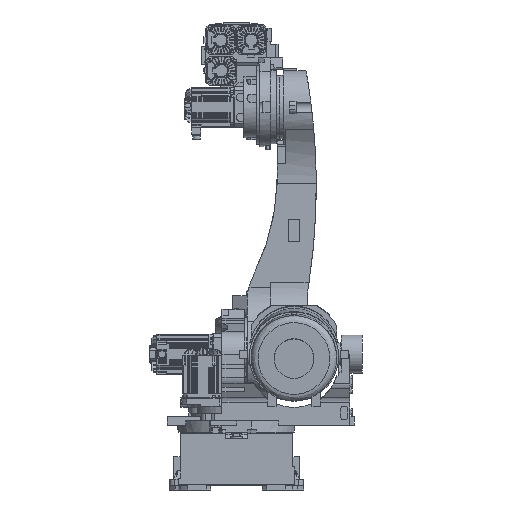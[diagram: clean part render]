
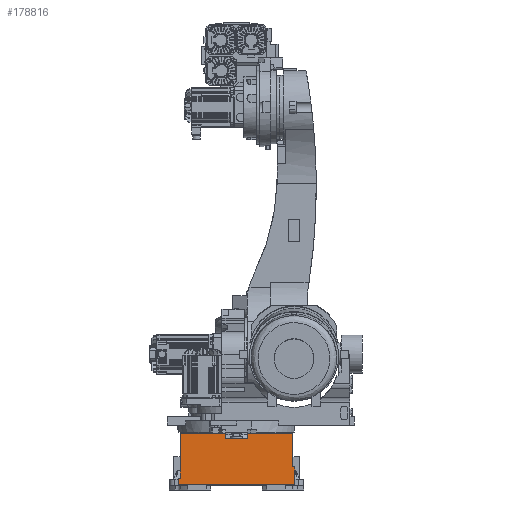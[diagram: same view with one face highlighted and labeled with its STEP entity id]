
A CAD part, left-side view. The second image highlights one B-rep face of the part: STEP entity #178816.
In plain terms, the highlighted planar face has unit normal (-1, 0, 0).
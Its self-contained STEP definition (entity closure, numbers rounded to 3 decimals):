
#336 = CARTESIAN_POINT ( 'NONE',  ( -1370.102, 158.76, -921.684 ) ) ;
#437 = VECTOR ( 'NONE', #190276, 1000. ) ;
#576 = CARTESIAN_POINT ( 'NONE',  ( -1370.102, -139.24, -871.684 ) ) ;
#1124 = DIRECTION ( 'NONE',  ( 0., 0., -1. ) ) ;
#5521 = LINE ( 'NONE', #6405, #11348 ) ;
#6405 = CARTESIAN_POINT ( 'NONE',  ( -1370.102, 360.76, -721.684 ) ) ;
#7078 = LINE ( 'NONE', #118633, #149560 ) ;
#7982 = VERTEX_POINT ( 'NONE', #91049 ) ;
#11253 = EDGE_CURVE ( 'NONE', #69377, #7982, #7078, .T. ) ;
#11348 = VECTOR ( 'NONE', #117697, 1000. ) ;
#11455 = EDGE_CURVE ( 'NONE', #122132, #77555, #210881, .T. ) ;
#12378 = DIRECTION ( 'NONE',  ( 0., 0., 1. ) ) ;
#14569 = CARTESIAN_POINT ( 'NONE',  ( -1370.102, 62.76, -921.684 ) ) ;
#14965 = VERTEX_POINT ( 'NONE', #220158 ) ;
#18467 = LINE ( 'NONE', #157746, #210393 ) ;
#19685 = CARTESIAN_POINT ( 'NONE',  ( -1370.102, -149.24, -881.684 ) ) ;
#23359 = EDGE_CURVE ( 'NONE', #77555, #91901, #142882, .T. ) ;
#33361 = CARTESIAN_POINT ( 'NONE',  ( -1370.102, -139.24, -921.684 ) ) ;
#33685 = CARTESIAN_POINT ( 'NONE',  ( -1370.102, 360.76, -921.684 ) ) ;
#42250 = LINE ( 'NONE', #138039, #234219 ) ;
#42737 = EDGE_CURVE ( 'NONE', #14965, #7982, #18467, .T. ) ;
#48256 = VERTEX_POINT ( 'NONE', #67957 ) ;
#50511 = ORIENTED_EDGE ( 'NONE', *, *, #163207, .F. ) ;
#52387 = DIRECTION ( 'NONE',  ( 0., 1., 0. ) ) ;
#53533 = LINE ( 'NONE', #142360, #190074 ) ;
#54602 = ORIENTED_EDGE ( 'NONE', *, *, #93787, .F. ) ;
#55551 = ORIENTED_EDGE ( 'NONE', *, *, #88963, .F. ) ;
#56369 = CARTESIAN_POINT ( 'NONE',  ( -1370.102, 360.76, -871.684 ) ) ;
#60032 = EDGE_CURVE ( 'NONE', #80544, #48256, #190354, .T. ) ;
#60321 = CARTESIAN_POINT ( 'NONE',  ( -1370.102, 360.76, -721.684 ) ) ;
#62576 = VECTOR ( 'NONE', #144562, 1000. ) ;
#65735 = ORIENTED_EDGE ( 'NONE', *, *, #82691, .T. ) ;
#67957 = CARTESIAN_POINT ( 'NONE',  ( -1370.102, 158.76, -746.684 ) ) ;
#69377 = VERTEX_POINT ( 'NONE', #232708 ) ;
#70057 = CARTESIAN_POINT ( 'NONE',  ( -1370.102, 158.76, -721.684 ) ) ;
#70929 = VERTEX_POINT ( 'NONE', #133926 ) ;
#72107 = LINE ( 'NONE', #164131, #165102 ) ;
#77555 = VERTEX_POINT ( 'NONE', #114482 ) ;
#80544 = VERTEX_POINT ( 'NONE', #70057 ) ;
#80812 = EDGE_CURVE ( 'NONE', #108891, #93638, #152922, .T. ) ;
#82691 = EDGE_CURVE ( 'NONE', #108891, #91901, #134537, .T. ) ;
#85194 = VECTOR ( 'NONE', #181999, 1000. ) ;
#88239 = PLANE ( 'NONE',  #162984 ) ;
#88963 = EDGE_CURVE ( 'NONE', #70929, #69377, #53533, .T. ) ;
#91049 = CARTESIAN_POINT ( 'NONE',  ( -1370.102, 360.76, -921.684 ) ) ;
#91901 = VERTEX_POINT ( 'NONE', #104242 ) ;
#93638 = VERTEX_POINT ( 'NONE', #225956 ) ;
#93787 = EDGE_CURVE ( 'NONE', #48256, #122132, #42250, .T. ) ;
#97973 = CARTESIAN_POINT ( 'NONE',  ( -1370.102, 62.76, -746.684 ) ) ;
#100846 = ORIENTED_EDGE ( 'NONE', *, *, #11253, .F. ) ;
#101488 = DIRECTION ( 'NONE',  ( 0., -1., 0. ) ) ;
#101698 = DIRECTION ( 'NONE',  ( 0., 0., -1. ) ) ;
#103549 = VECTOR ( 'NONE', #186327, 1000. ) ;
#104242 = CARTESIAN_POINT ( 'NONE',  ( -1370.102, -139.24, -721.684 ) ) ;
#108891 = VERTEX_POINT ( 'NONE', #576 ) ;
#114482 = CARTESIAN_POINT ( 'NONE',  ( -1370.102, 62.76, -721.684 ) ) ;
#116147 = ORIENTED_EDGE ( 'NONE', *, *, #42737, .T. ) ;
#117697 = DIRECTION ( 'NONE',  ( 0., -1., 0. ) ) ;
#118633 = CARTESIAN_POINT ( 'NONE',  ( -1370.102, 360.76, -921.684 ) ) ;
#122132 = VERTEX_POINT ( 'NONE', #97973 ) ;
#122364 = ORIENTED_EDGE ( 'NONE', *, *, #60032, .F. ) ;
#128067 = ORIENTED_EDGE ( 'NONE', *, *, #182129, .F. ) ;
#129393 = VECTOR ( 'NONE', #1124, 1000. ) ;
#133926 = CARTESIAN_POINT ( 'NONE',  ( -1370.102, 370.76, -951.684 ) ) ;
#134537 = LINE ( 'NONE', #33361, #85194 ) ;
#135756 = ORIENTED_EDGE ( 'NONE', *, *, #80812, .F. ) ;
#137322 = DIRECTION ( 'NONE',  ( 0., -1., 0. ) ) ;
#138039 = CARTESIAN_POINT ( 'NONE',  ( -1370.102, 360.76, -746.684 ) ) ;
#142360 = CARTESIAN_POINT ( 'NONE',  ( -1370.102, 370.76, -921.684 ) ) ;
#142882 = LINE ( 'NONE', #60321, #437 ) ;
#144562 = DIRECTION ( 'NONE',  ( 0., 0., 1. ) ) ;
#149560 = VECTOR ( 'NONE', #137322, 1000. ) ;
#152922 = LINE ( 'NONE', #56369, #103549 ) ;
#155137 = ORIENTED_EDGE ( 'NONE', *, *, #11455, .F. ) ;
#157746 = CARTESIAN_POINT ( 'NONE',  ( -1370.102, 360.76, -921.684 ) ) ;
#162056 = VECTOR ( 'NONE', #167621, 1000. ) ;
#162984 = AXIS2_PLACEMENT_3D ( 'NONE', #33685, #163705, #52387 ) ;
#163207 = EDGE_CURVE ( 'NONE', #14965, #80544, #5521, .T. ) ;
#163705 = DIRECTION ( 'NONE',  ( 1., 0., 0. ) ) ;
#164131 = CARTESIAN_POINT ( 'NONE',  ( -1370.102, 360.76, -951.684 ) ) ;
#165102 = VECTOR ( 'NONE', #201503, 1000. ) ;
#167621 = DIRECTION ( 'NONE',  ( 0., 0., -1. ) ) ;
#169784 = ORIENTED_EDGE ( 'NONE', *, *, #209589, .T. ) ;
#173627 = LINE ( 'NONE', #19685, #162056 ) ;
#175425 = CARTESIAN_POINT ( 'NONE',  ( -1370.102, -149.24, -951.684 ) ) ;
#178816 = ADVANCED_FACE ( 'NONE', ( #213306 ), #88239, .F. ) ;
#181999 = DIRECTION ( 'NONE',  ( 0., 0., 1. ) ) ;
#182129 = EDGE_CURVE ( 'NONE', #93638, #198794, #173627, .T. ) ;
#186327 = DIRECTION ( 'NONE',  ( 0., -1., 0. ) ) ;
#190074 = VECTOR ( 'NONE', #12378, 1000. ) ;
#190276 = DIRECTION ( 'NONE',  ( 0., -1., 0. ) ) ;
#190354 = LINE ( 'NONE', #336, #129393 ) ;
#198794 = VERTEX_POINT ( 'NONE', #175425 ) ;
#201503 = DIRECTION ( 'NONE',  ( 0., -1., 0. ) ) ;
#209589 = EDGE_CURVE ( 'NONE', #70929, #198794, #72107, .T. ) ;
#210393 = VECTOR ( 'NONE', #101698, 1000. ) ;
#210881 = LINE ( 'NONE', #14569, #62576 ) ;
#213306 = FACE_OUTER_BOUND ( 'NONE', #231237, .T. ) ;
#220158 = CARTESIAN_POINT ( 'NONE',  ( -1370.102, 360.76, -721.684 ) ) ;
#221106 = ORIENTED_EDGE ( 'NONE', *, *, #23359, .F. ) ;
#225956 = CARTESIAN_POINT ( 'NONE',  ( -1370.102, -149.24, -871.684 ) ) ;
#231237 = EDGE_LOOP ( 'NONE', ( #100846, #55551, #169784, #128067, #135756, #65735, #221106, #155137, #54602, #122364, #50511, #116147 ) ) ;
#232708 = CARTESIAN_POINT ( 'NONE',  ( -1370.102, 370.76, -921.684 ) ) ;
#234219 = VECTOR ( 'NONE', #101488, 1000. ) ;
